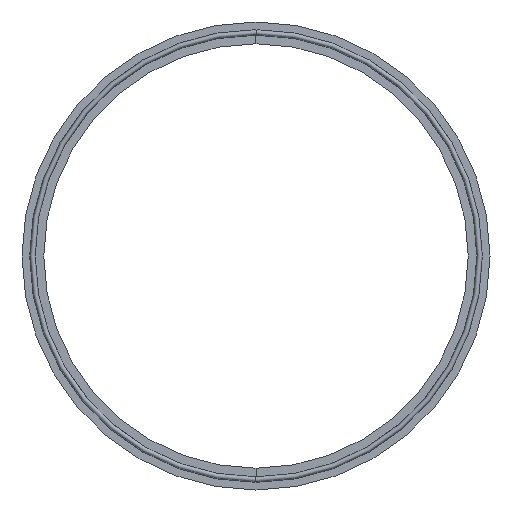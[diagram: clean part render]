
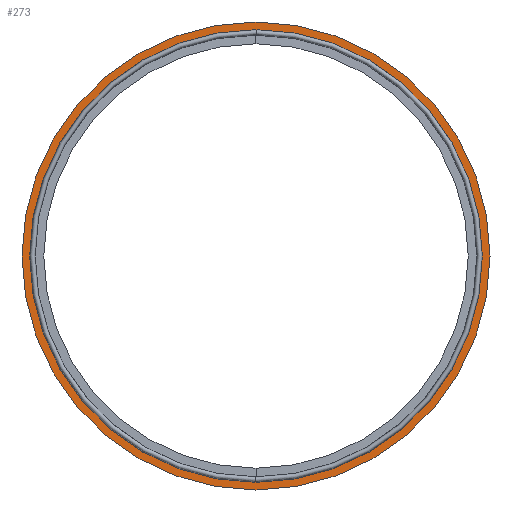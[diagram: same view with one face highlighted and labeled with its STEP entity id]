
A CAD part, left-side view. The second image highlights one B-rep face of the part: STEP entity #273.
In plain terms, the highlighted planar face has unit normal (-1, 0, 0).
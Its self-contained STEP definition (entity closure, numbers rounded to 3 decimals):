
#7 = AXIS2_PLACEMENT_3D ( 'NONE', #362, #859, #147 ) ;
#70 = EDGE_CURVE ( 'NONE', #454, #422, #491, .T. ) ;
#103 = AXIS2_PLACEMENT_3D ( 'NONE', #579, #866, #797 ) ;
#113 = CIRCLE ( 'NONE', #385, 117.75 ) ;
#121 = DIRECTION ( 'NONE',  ( 0., 0., -1. ) ) ;
#147 = DIRECTION ( 'NONE',  ( 0., 0., -1. ) ) ;
#156 = DIRECTION ( 'NONE',  ( 0., 0., 1. ) ) ;
#165 = DIRECTION ( 'NONE',  ( 1., 0., 0. ) ) ;
#191 = AXIS2_PLACEMENT_3D ( 'NONE', #442, #165, #726 ) ;
#221 = DIRECTION ( 'NONE',  ( -1., 0., 0. ) ) ;
#223 = EDGE_LOOP ( 'NONE', ( #474, #264 ) ) ;
#258 = DIRECTION ( 'NONE',  ( 1., 0., 0. ) ) ;
#264 = ORIENTED_EDGE ( 'NONE', *, *, #814, .T. ) ;
#273 = ADVANCED_FACE ( 'NONE', ( #682, #750 ), #881, .F. ) ;
#278 = ORIENTED_EDGE ( 'NONE', *, *, #395, .T. ) ;
#348 = CIRCLE ( 'NONE', #7, 113.9 ) ;
#362 = CARTESIAN_POINT ( 'NONE',  ( -0.9, 0., 0. ) ) ;
#381 = CARTESIAN_POINT ( 'NONE',  ( -0.9, 0., 0. ) ) ;
#385 = AXIS2_PLACEMENT_3D ( 'NONE', #381, #221, #156 ) ;
#395 = EDGE_CURVE ( 'NONE', #422, #454, #113, .T. ) ;
#402 = ORIENTED_EDGE ( 'NONE', *, *, #70, .T. ) ;
#422 = VERTEX_POINT ( 'NONE', #428 ) ;
#428 = CARTESIAN_POINT ( 'NONE',  ( -0.9, 0., -117.75 ) ) ;
#438 = AXIS2_PLACEMENT_3D ( 'NONE', #534, #258, #121 ) ;
#442 = CARTESIAN_POINT ( 'NONE',  ( -0.9, 0., 0. ) ) ;
#454 = VERTEX_POINT ( 'NONE', #795 ) ;
#474 = ORIENTED_EDGE ( 'NONE', *, *, #886, .T. ) ;
#491 = CIRCLE ( 'NONE', #103, 117.75 ) ;
#534 = CARTESIAN_POINT ( 'NONE',  ( -0.9, 113.7, 0. ) ) ;
#579 = CARTESIAN_POINT ( 'NONE',  ( -0.9, 0., 0. ) ) ;
#584 = CIRCLE ( 'NONE', #191, 113.9 ) ;
#682 = FACE_BOUND ( 'NONE', #223, .T. ) ;
#694 = EDGE_LOOP ( 'NONE', ( #402, #278 ) ) ;
#726 = DIRECTION ( 'NONE',  ( 0., 0., -1. ) ) ;
#750 = FACE_OUTER_BOUND ( 'NONE', #694, .T. ) ;
#768 = VERTEX_POINT ( 'NONE', #778 ) ;
#778 = CARTESIAN_POINT ( 'NONE',  ( -0.9, 0., -113.9 ) ) ;
#784 = VERTEX_POINT ( 'NONE', #789 ) ;
#789 = CARTESIAN_POINT ( 'NONE',  ( -0.9, 0., 113.9 ) ) ;
#795 = CARTESIAN_POINT ( 'NONE',  ( -0.9, 0., 117.75 ) ) ;
#797 = DIRECTION ( 'NONE',  ( 0., 0., 1. ) ) ;
#814 = EDGE_CURVE ( 'NONE', #784, #768, #348, .T. ) ;
#859 = DIRECTION ( 'NONE',  ( 1., 0., 0. ) ) ;
#866 = DIRECTION ( 'NONE',  ( -1., 0., 0. ) ) ;
#881 = PLANE ( 'NONE',  #438 ) ;
#886 = EDGE_CURVE ( 'NONE', #768, #784, #584, .T. ) ;
